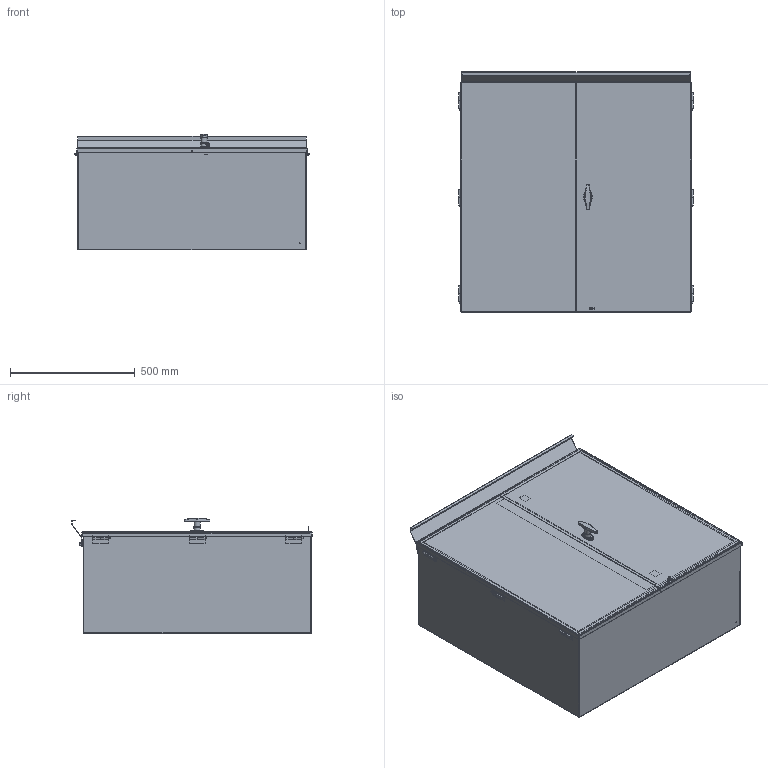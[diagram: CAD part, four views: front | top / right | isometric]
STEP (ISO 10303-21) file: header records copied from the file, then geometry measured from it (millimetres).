
FILE_DESCRIPTION(/* description */ ('CTDD, NEMA 3R, WALL MOUNT, BLR, 36X36X16'),/* implementation_level */ '2;1');
FILE_NAME(/* name */ 'CTDD363616.stp',/* time_stamp */ '2015-01-21T08:46:37-07:00',/* author */ ('samuelbadillo'),/* organization */ (''),/* preprocessor_version */ 'ST-DEVELOPER v15.2',/* originating_system */ 'Autodesk Inventor 2014',/* authorisation */ '');
FILE_SCHEMA (('AUTOMOTIVE_DESIGN { 1 0 10303 214 3 1 1 }'));
Length unit declared in the file: inch
Products named in the file (36): CTDD363616BLR; CTDD3616TOP; CTDD3616BTM; 38822; HC2527; HFW328178; CTDD3636RDR; CTDD3636LDR; CTDD36RABBIT; 3504; 34929; 30221; 30031; 3125; HFW328177TP; HFW328177AX1; HFW328177; HC2526TP; HC2526TL; HC2526; CTDD3636RDRGSK; CTDD3636LDRGSK; CTDD36DKGSK; CTDD36DK; 37237; 3907; 3905; 34932; 31815; 3245HANDLE; 3245BASE; 3245RETAINER; 3245SHAFT; 3245PIN; 3245; CTDD363616
Bounding box: 939.79 x 965.07 x 463.15 mm (x, y, z)
Volume: 8619236.8 mm3; surface area: 7295953.4 mm2
Topology: 67 solids, 67 shells, 1098 faces, 2460 edges, 1522 vertices
Faces by surface type: plane 642, cylinder 230, cone 138, bspline 59, torus 25, sphere 4
Full cylindrical faces by diameter (mm): 2.381 x4, 3.175 x1, 3.556 x1, 4.064 x2, 4.674 x6, 4.978 x6, 5.969 x4, 6.35 x8, 6.604 x4, 6.985 x4, 7.137 x2, 7.144 x14, 7.366 x4, 9.128 x2, 9.525 x13, 11.049 x2, 11.125 x6, 11.735 x8, 15.24 x4, 15.875 x5, 16.272 x1, 16.51 x4, 22.225 x1, 23.812 x1, 24.765 x1
Entity records: 20657 total; most frequent: CARTESIAN_POINT 5490, DIRECTION 3030, ORIENTED_EDGE 2772, EDGE_CURVE 1386, AXIS2_PLACEMENT_3D 1117, VERTEX_POINT 900, EDGE_LOOP 806, LINE 796
